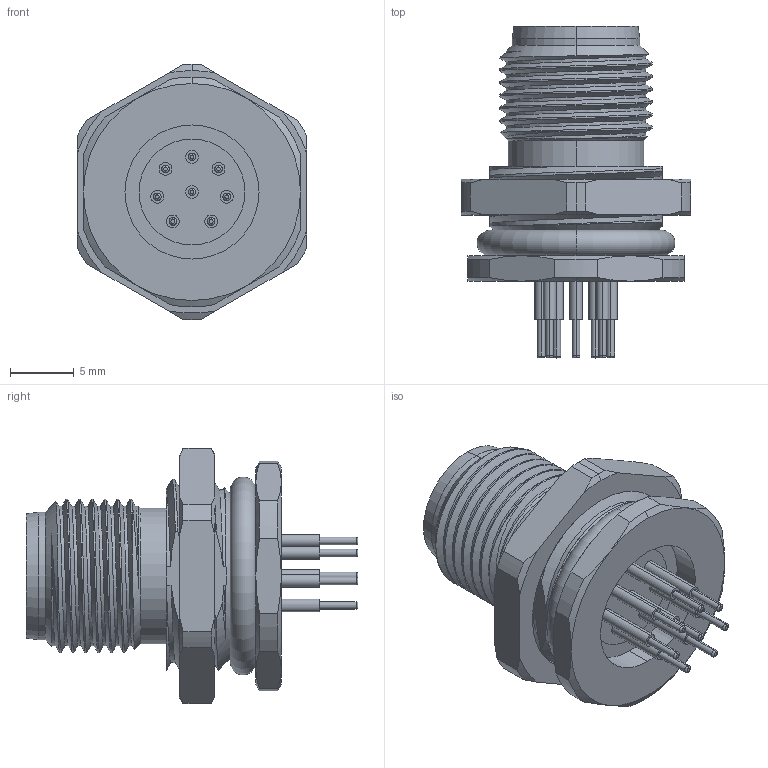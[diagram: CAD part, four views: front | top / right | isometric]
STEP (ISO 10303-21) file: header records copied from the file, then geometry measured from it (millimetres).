
FILE_DESCRIPTION (( 'STEP AP214' ), '1' );
FILE_NAME ('T4140012081-000.STEP', '2024-08-20T20:54:32', ( '' ), ( '' ), 'SwSTEP 2.0', 'SolidWorks 2021', '' );
FILE_SCHEMA (( 'AUTOMOTIVE_DESIGN' ));
Length unit declared in the file: millimetre
Products named in the file (1): T4140012081-000
Bounding box: 18 x 26 x 20 mm (x, y, z)
Volume: 2352.4 mm3; surface area: 3741.5 mm2
Topology: 21 solids, 21 shells, 259 faces, 572 edges, 366 vertices
Faces by surface type: cylinder 104, plane 72, cone 40, bspline 25, torus 18
Entity records: 15379 total; most frequent: CARTESIAN_POINT 9013, ORIENTED_EDGE 1144, DIRECTION 1111, EDGE_CURVE 572, AXIS2_PLACEMENT_3D 476, VERTEX_POINT 366, EDGE_LOOP 274, ADVANCED_FACE 259
